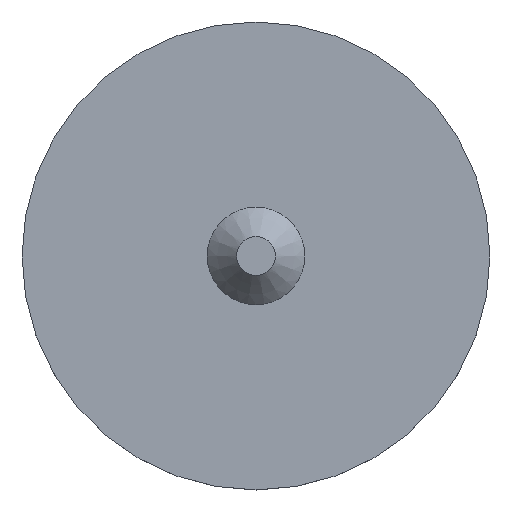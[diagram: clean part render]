
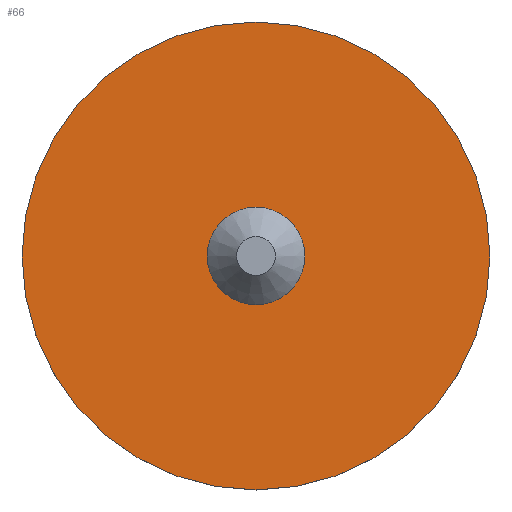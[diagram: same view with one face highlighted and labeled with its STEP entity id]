
A CAD part, top view. The second image highlights one B-rep face of the part: STEP entity #66.
In plain terms, the highlighted planar face has unit normal (0, 0, 1).
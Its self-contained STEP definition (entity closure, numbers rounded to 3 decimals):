
#15=FACE_BOUND('',#30,.T.);
#19=PLANE('',#89);
#24=FACE_OUTER_BOUND('',#29,.T.);
#29=EDGE_LOOP('',(#59));
#30=EDGE_LOOP('',(#60));
#36=CIRCLE('',#83,12.);
#38=CIRCLE('',#88,2.5);
#40=VERTEX_POINT('',#116);
#42=VERTEX_POINT('',#124);
#45=EDGE_CURVE('',#40,#40,#36,.T.);
#47=EDGE_CURVE('',#42,#42,#38,.T.);
#59=ORIENTED_EDGE('',*,*,#45,.F.);
#60=ORIENTED_EDGE('',*,*,#47,.T.);
#66=ADVANCED_FACE('',(#24,#15),#19,.T.);
#83=AXIS2_PLACEMENT_3D('',#118,#97,#98);
#88=AXIS2_PLACEMENT_3D('',#125,#107,#108);
#89=AXIS2_PLACEMENT_3D('',#127,#110,#111);
#97=DIRECTION('center_axis',(0.,0.,-1.));
#98=DIRECTION('ref_axis',(1.,0.,0.));
#107=DIRECTION('center_axis',(0.,0.,-1.));
#108=DIRECTION('ref_axis',(1.,0.,0.));
#110=DIRECTION('center_axis',(0.,0.,1.));
#111=DIRECTION('ref_axis',(1.,0.,0.));
#116=CARTESIAN_POINT('',(12.,0.,1.5));
#118=CARTESIAN_POINT('Origin',(0.,0.,1.5));
#124=CARTESIAN_POINT('',(2.5,0.,1.5));
#125=CARTESIAN_POINT('Origin',(0.,0.,1.5));
#127=CARTESIAN_POINT('Origin',(-12.,0.,1.5));
